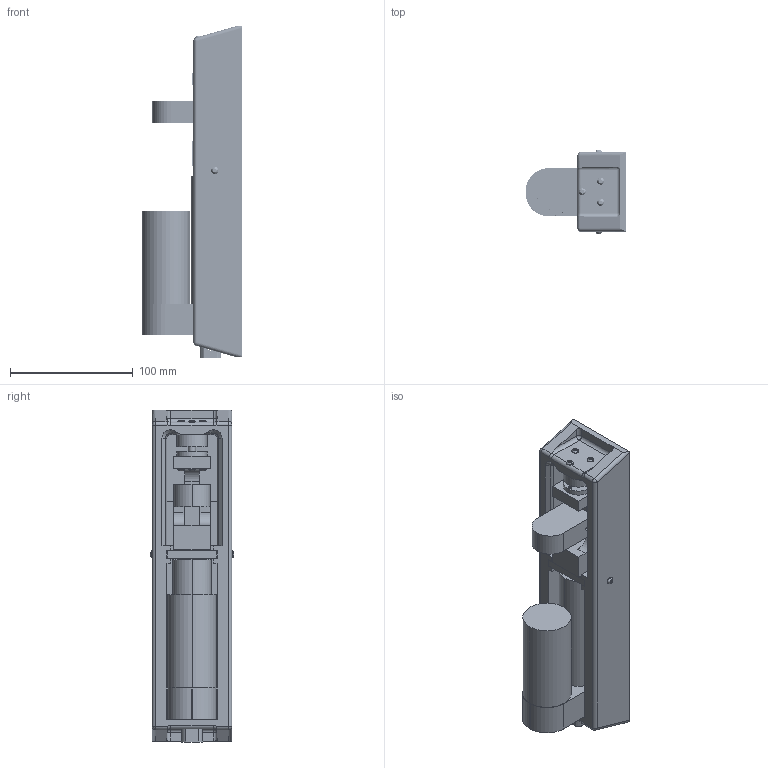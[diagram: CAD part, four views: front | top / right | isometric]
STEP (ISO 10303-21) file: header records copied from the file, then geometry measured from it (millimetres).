
FILE_DESCRIPTION (( 'STEP AP203' ), '1' );
FILE_NAME ('Layer Adhesion tester.STEP', '2024-02-10T20:01:10', ( '' ), ( '' ), 'SwSTEP 2.0', 'SolidWorks 2019', '' );
FILE_SCHEMA (( 'CONFIG_CONTROL_DESIGN' ));
Length unit declared in the file: millimetre
Products named in the file (11): HF Layer Adhesion Test; linear actuator; load cell; LA test base; load cell jaw; 91390A136_Alloy Steel Cup-Point Set Screw; LA actuator jaw; 92832A229_Zinc-Plated Alloy Steel Button Head Torx Screws; 92832A566_Zinc-Plated Alloy Steel Button Head Torx Screws; Layer Adhesion tester; actuator support
Assembly tree (16 placements, depth 2):
  Layer Adhesion tester
    linear actuator
    load cell
    load cell jaw
    LA test base
    actuator support
    LA actuator jaw
    HF Layer Adhesion Test
    92832A566_Zinc-Plated Alloy Steel Button Head Torx Screws  x6
    92832A229_Zinc-Plated Alloy Steel Button Head Torx Screws  x2
    91390A136_Alloy Steel Cup-Point Set Screw
Bounding box: 82.2 x 68.3 x 270.62 mm (x, y, z)
Volume: 663235 mm3; surface area: 141944.3 mm2
Topology: 16 solids, 16 shells, 1039 faces, 2903 edges, 1907 vertices
Faces by surface type: cylinder 782, plane 157, bspline 48, cone 38, sphere 8, torus 6
Entity records: 32030 total; most frequent: CARTESIAN_POINT 18899, ORIENTED_EDGE 2760, DIRECTION 2227, EDGE_CURVE 1380, VERTEX_POINT 899, AXIS2_PLACEMENT_3D 808, LINE 611, VECTOR 611
